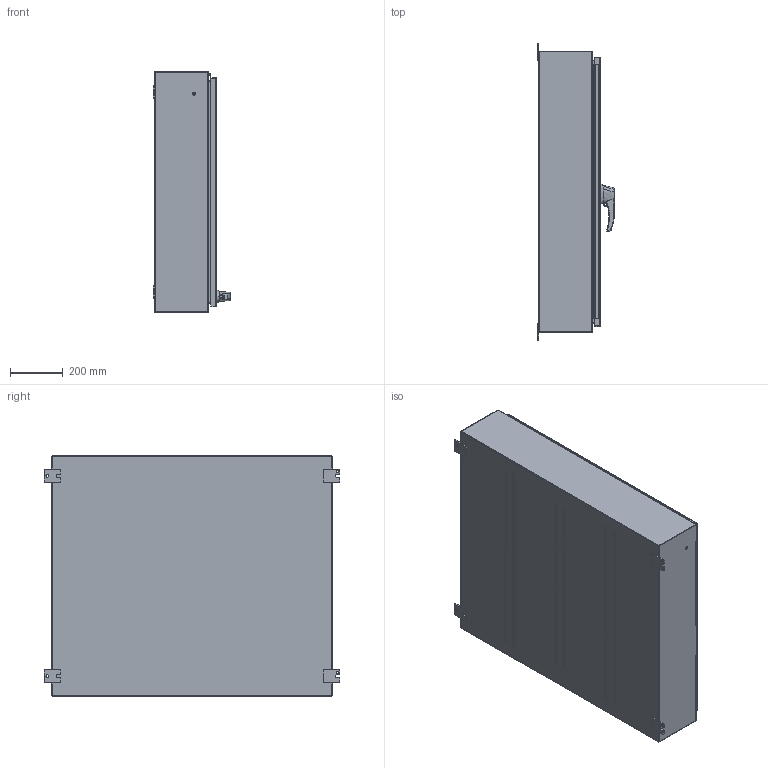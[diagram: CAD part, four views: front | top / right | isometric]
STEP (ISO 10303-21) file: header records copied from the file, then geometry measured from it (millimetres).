
FILE_DESCRIPTION (( 'STEP AP214' ), '1' );
FILE_NAME ('HW42368GYHK.STEP', '2019-08-21T12:06:36', ( '' ), ( '' ), 'SwSTEP 2.0', 'SolidWorks 2018', '' );
FILE_SCHEMA (( 'AUTOMOTIVE_DESIGN' ));
Length unit declared in the file: inch
Products named in the file (1): HW42368GYHK
Bounding box: 292.99 x 1123.95 x 914.4 mm (x, y, z)
Volume: 7124301.5 mm3; surface area: 6880019.6 mm2
Topology: 48 solids, 49 shells, 1715 faces, 4357 edges, 2784 vertices
Faces by surface type: plane 813, cylinder 704, bspline 125, cone 73
Entity records: 112311 total; most frequent: CARTESIAN_POINT 48706, ORIENTED_EDGE 8698, DIRECTION 8266, EDGE_CURVE 4349, AXIS2_PLACEMENT_3D 2875, VERTEX_POINT 2784, LINE 2516, VECTOR 2516
